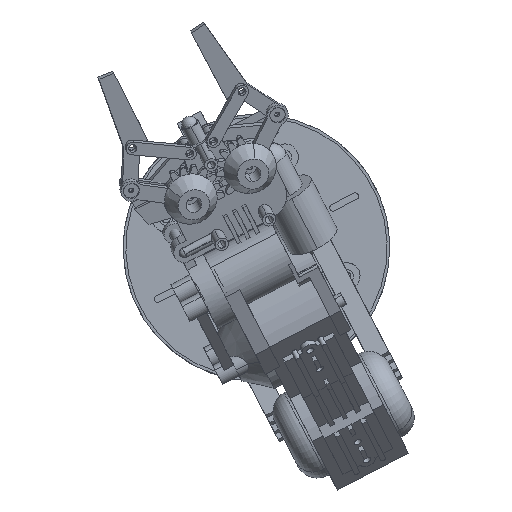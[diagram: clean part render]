
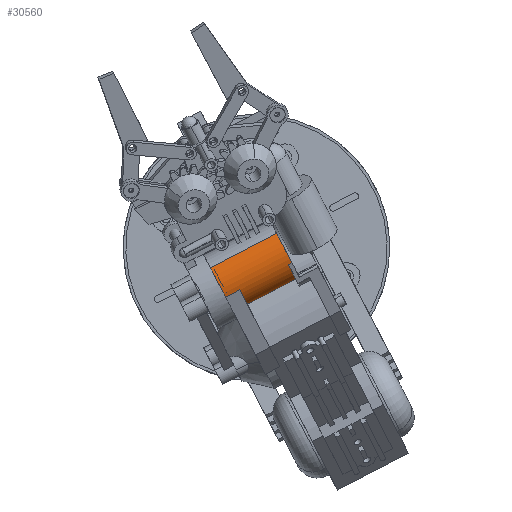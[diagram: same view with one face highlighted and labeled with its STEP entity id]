
A CAD part, top view. The second image highlights one B-rep face of the part: STEP entity #30560.
In plain terms, the highlighted cylindrical face has radius 12 mm (diameter 24 mm), a partial arc.
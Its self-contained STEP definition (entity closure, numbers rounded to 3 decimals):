
#2363 = DIRECTION ( 'NONE',  ( 0., 0., -1. ) ) ;
#2373 = DIRECTION ( 'NONE',  ( 0., 0., -1. ) ) ;
#2375 = CARTESIAN_POINT ( 'NONE',  ( -49.009, 10.661, -22.5 ) ) ;
#2377 = CARTESIAN_POINT ( 'NONE',  ( -31.5, 0., 4. ) ) ;
#2379 = CARTESIAN_POINT ( 'NONE',  ( -43.5, 0., 0. ) ) ;
#2381 = DIRECTION ( 'NONE',  ( 0., 0., -1. ) ) ;
#2383 = DIRECTION ( 'NONE',  ( -1., 0., 0. ) ) ;
#2386 = CARTESIAN_POINT ( 'NONE',  ( -55.5, 0., 4. ) ) ;
#2389 = DIRECTION ( 'NONE',  ( 0., 0., -1. ) ) ;
#2391 = CARTESIAN_POINT ( 'NONE',  ( -43.5, 0., -22.5 ) ) ;
#2393 = DIRECTION ( 'NONE',  ( 0., 0., -1. ) ) ;
#2394 = DIRECTION ( 'NONE',  ( -1., 0., 0. ) ) ;
#2398 = DIRECTION ( 'NONE',  ( 0., 0., -1. ) ) ;
#2402 = CARTESIAN_POINT ( 'NONE',  ( -43.5, 0., -24. ) ) ;
#2403 = DIRECTION ( 'NONE',  ( 0., 0., -1. ) ) ;
#2405 = DIRECTION ( 'NONE',  ( -1., 0., 0. ) ) ;
#2407 = CARTESIAN_POINT ( 'NONE',  ( -49.009, 10.661, 4. ) ) ;
#2411 = CARTESIAN_POINT ( 'NONE',  ( -40.58, 11.639, -24. ) ) ;
#2413 = DIRECTION ( 'NONE',  ( 0., 0., -1. ) ) ;
#2414 = CARTESIAN_POINT ( 'NONE',  ( -43.5, 0., 4. ) ) ;
#2416 = DIRECTION ( 'NONE',  ( 0., 0., 1. ) ) ;
#2418 = DIRECTION ( 'NONE',  ( 1., 0., 0. ) ) ;
#2425 = CARTESIAN_POINT ( 'NONE',  ( -43.5, 0., -2. ) ) ;
#2427 = DIRECTION ( 'NONE',  ( 0., 0., 1. ) ) ;
#2429 = DIRECTION ( 'NONE',  ( -1., 0., 0. ) ) ;
#3015 = LINE ( 'NONE', #2377, #3022 ) ;
#3018 = CIRCLE ( 'NONE', #26425, 12. ) ;
#3020 = CIRCLE ( 'NONE', #26428, 12. ) ;
#3021 = CIRCLE ( 'NONE', #26426, 12. ) ;
#3022 = VECTOR ( 'NONE', #2363, 1000. ) ;
#3023 = LINE ( 'NONE', #2375, #3025 ) ;
#3024 = CIRCLE ( 'NONE', #26427, 12. ) ;
#3025 = VECTOR ( 'NONE', #2373, 1000. ) ;
#3026 = LINE ( 'NONE', #2386, #3028 ) ;
#3028 = VECTOR ( 'NONE', #2389, 1000. ) ;
#3029 = LINE ( 'NONE', #2407, #3031 ) ;
#3030 = CIRCLE ( 'NONE', #26429, 12. ) ;
#3031 = VECTOR ( 'NONE', #2398, 1000. ) ;
#3032 = LINE ( 'NONE', #2411, #3034 ) ;
#3034 = VECTOR ( 'NONE', #2413, 1000. ) ;
#3369 = FACE_OUTER_BOUND ( 'NONE', #9645, .T. ) ;
#3374 = CYLINDRICAL_SURFACE ( 'NONE', #3811, 12. ) ;
#3811 = AXIS2_PLACEMENT_3D ( 'NONE', #4400, #4401, #4399 ) ;
#4399 = DIRECTION ( 'NONE',  ( -1., 0., 0. ) ) ;
#4400 = CARTESIAN_POINT ( 'NONE',  ( -43.5, 0., 4. ) ) ;
#4401 = DIRECTION ( 'NONE',  ( 0., 0., -1. ) ) ;
#5851 = CARTESIAN_POINT ( 'NONE',  ( -31.5, 0., -22.5 ) ) ;
#6150 = ORIENTED_EDGE ( 'NONE', *, *, #30006, .T. ) ;
#6151 = ORIENTED_EDGE ( 'NONE', *, *, #30007, .T. ) ;
#6152 = ORIENTED_EDGE ( 'NONE', *, *, #30008, .F. ) ;
#6153 = ORIENTED_EDGE ( 'NONE', *, *, #30009, .T. ) ;
#6154 = ORIENTED_EDGE ( 'NONE', *, *, #30010, .F. ) ;
#6155 = ORIENTED_EDGE ( 'NONE', *, *, #30011, .F. ) ;
#6156 = ORIENTED_EDGE ( 'NONE', *, *, #30012, .F. ) ;
#6157 = ORIENTED_EDGE ( 'NONE', *, *, #30013, .T. ) ;
#6158 = ORIENTED_EDGE ( 'NONE', *, *, #30014, .F. ) ;
#6159 = ORIENTED_EDGE ( 'NONE', *, *, #30015, .F. ) ;
#6550 = VERTEX_POINT ( 'NONE', #16928 ) ;
#6601 = VERTEX_POINT ( 'NONE', #5851 ) ;
#7136 = VERTEX_POINT ( 'NONE', #20446 ) ;
#7143 = VERTEX_POINT ( 'NONE', #20437 ) ;
#7156 = VERTEX_POINT ( 'NONE', #20479 ) ;
#7160 = VERTEX_POINT ( 'NONE', #20483 ) ;
#7161 = VERTEX_POINT ( 'NONE', #20484 ) ;
#7162 = VERTEX_POINT ( 'NONE', #20485 ) ;
#7163 = VERTEX_POINT ( 'NONE', #20486 ) ;
#7175 = VERTEX_POINT ( 'NONE', #20498 ) ;
#9645 = EDGE_LOOP ( 'NONE', ( #6150, #6151, #6152, #6153, #6154, #6155, #6156, #6157, #6158, #6159 ) ) ;
#16928 = CARTESIAN_POINT ( 'NONE',  ( -40.58, 11.639, 0. ) ) ;
#20437 = CARTESIAN_POINT ( 'NONE',  ( -49.009, 10.661, -22.5 ) ) ;
#20446 = CARTESIAN_POINT ( 'NONE',  ( -49.009, 10.661, -24. ) ) ;
#20479 = CARTESIAN_POINT ( 'NONE',  ( -49.009, 10.661, 4. ) ) ;
#20483 = CARTESIAN_POINT ( 'NONE',  ( -31.5, 0., 0. ) ) ;
#20484 = CARTESIAN_POINT ( 'NONE',  ( -55.5, 0., -24. ) ) ;
#20485 = CARTESIAN_POINT ( 'NONE',  ( -40.58, 11.639, -2. ) ) ;
#20486 = CARTESIAN_POINT ( 'NONE',  ( -49.009, 10.661, -2. ) ) ;
#20498 = CARTESIAN_POINT ( 'NONE',  ( -55.5, 0., 4. ) ) ;
#26425 = AXIS2_PLACEMENT_3D ( 'NONE', #2379, #2381, #2383 ) ;
#26426 = AXIS2_PLACEMENT_3D ( 'NONE', #2391, #2393, #2394 ) ;
#26427 = AXIS2_PLACEMENT_3D ( 'NONE', #2402, #2403, #2405 ) ;
#26428 = AXIS2_PLACEMENT_3D ( 'NONE', #2414, #2416, #2418 ) ;
#26429 = AXIS2_PLACEMENT_3D ( 'NONE', #2425, #2427, #2429 ) ;
#30006 = EDGE_CURVE ( 'NONE', #6550, #7160, #3018, .T. ) ;
#30007 = EDGE_CURVE ( 'NONE', #7160, #6601, #3015, .T. ) ;
#30008 = EDGE_CURVE ( 'NONE', #7143, #6601, #3021, .T. ) ;
#30009 = EDGE_CURVE ( 'NONE', #7143, #7136, #3023, .T. ) ;
#30010 = EDGE_CURVE ( 'NONE', #7161, #7136, #3024, .T. ) ;
#30011 = EDGE_CURVE ( 'NONE', #7175, #7161, #3026, .T. ) ;
#30012 = EDGE_CURVE ( 'NONE', #7156, #7175, #3020, .T. ) ;
#30013 = EDGE_CURVE ( 'NONE', #7156, #7163, #3029, .T. ) ;
#30014 = EDGE_CURVE ( 'NONE', #7162, #7163, #3030, .T. ) ;
#30015 = EDGE_CURVE ( 'NONE', #6550, #7162, #3032, .T. ) ;
#30560 = ADVANCED_FACE ( 'NONE', ( #3369 ), #3374, .T. ) ;
